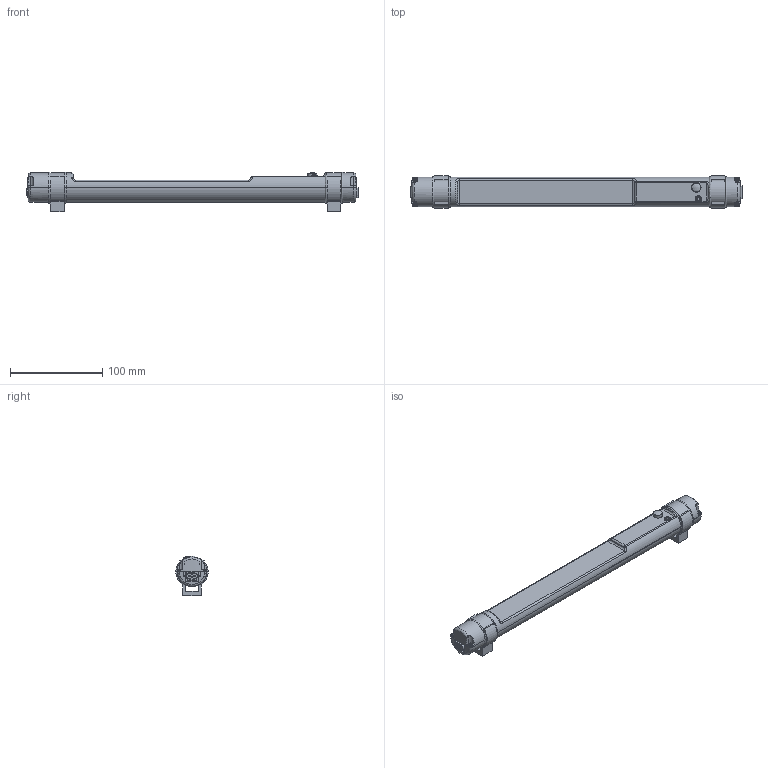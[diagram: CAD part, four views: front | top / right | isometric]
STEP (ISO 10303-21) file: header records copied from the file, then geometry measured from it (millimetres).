
FILE_DESCRIPTION(/* description */ (''),/* implementation_level */ '2;1');
FILE_NAME(/* name */ '01-057-00007_a_LED-MultiVolt-360-B-M.stp',/* time_stamp */ '2018-09-10T10:15:14+02:00',/* author */ ('mblecker'),/* organization */ (''),/* preprocessor_version */ 'ST-DEVELOPER v15.6',/* originating_system */ 'Autodesk Inventor 2015',/* authorisation */ '');
FILE_SCHEMA (('AUTOMOTIVE_DESIGN { 1 0 10303 214 3 1 1 }'));
Length unit declared in the file: millimetre
Products named in the file (13): 99-005-00003_LED-MultiVolt-360_350x28mm; Stecker_ GST15I2L_S1H_ WS_Wieland_91.024.0053.0; Buchs_ GST15I2L_B1H_ WS_Wieland_91.023.0053.0; PANASONIC_WL-VZ-NaPiOn; 430152130826 (rev1); 01-057-00002_LED-MultiVolt-360_UT; 01-057-00003_LED-MultiVolt-360_OT; ISO 7050 - ST2,2 x 6,5 - C - HDIN ISO; 02-063-00002_Halteklammer_LED-MultiVolt; 12x4_Scheibenmagnet_N35; 02-063-00004_Halteklammer_LED-MultiVolt-Magnet; 01-057-00007_LED-MultiVolt-360-B-M
Assembly tree (17 placements, depth 3):
  01-057-00007_LED-MultiVolt-360-B-M
    99-005-00003_LED-MultiVolt-360_350x28mm
      99-005-00003_LED-MultiVolt-360_350x28mm
      Stecker_ GST15I2L_S1H_ WS_Wieland_91.024.0053.0
      Buchs_ GST15I2L_B1H_ WS_Wieland_91.023.0053.0
      PANASONIC_WL-VZ-NaPiOn
      430152130826 (rev1)
    01-057-00002_LED-MultiVolt-360_UT
    01-057-00003_LED-MultiVolt-360_OT
    ISO 7050 - ST2,2 x 6,5 - C - HDIN ISO  x5
    02-063-00004_Halteklammer_LED-MultiVolt-Magnet  x2
      02-063-00002_Halteklammer_LED-MultiVolt
      12x4_Scheibenmagnet_N35
Bounding box: 360 x 34.91 x 42.85 mm (x, y, z)
Volume: 91789.8 mm3; surface area: 112490.6 mm2
Topology: 18 solids, 18 shells, 5545 faces, 16031 edges, 10630 vertices
Faces by surface type: plane 4854, bspline 286, cylinder 249, cone 83, torus 56, sphere 17
Full cylindrical faces by diameter (mm): 0.45 x3, 1.2 x8, 1.8 x5, 2 x8, 2.2 x5, 2.5 x1, 2.6 x4, 3.25 x1, 3.5 x1, 3.8 x5, 4 x1, 5.75 x1, 6 x6, 9.38 x1, 10.4 x1, 12 x2, 12.1 x2, 18 x1
Entity records: 183785 total; most frequent: CARTESIAN_POINT 37872, ORIENTED_EDGE 31192, DIRECTION 29734, EDGE_CURVE 15592, LINE 10476, VECTOR 10476, VERTEX_POINT 10378, AXIS2_PLACEMENT_3D 9629
